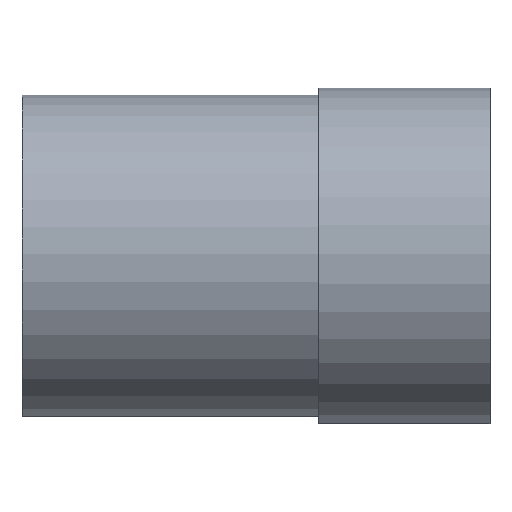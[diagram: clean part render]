
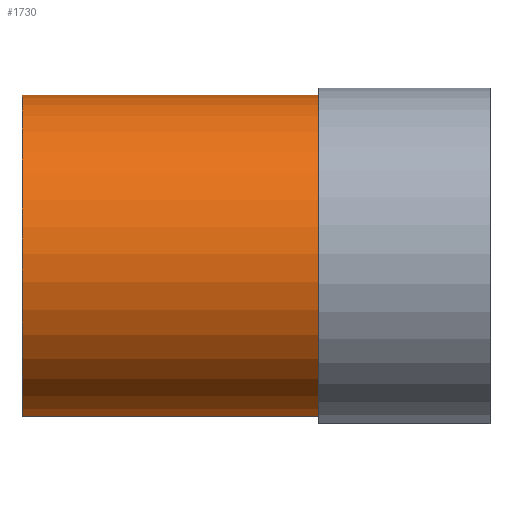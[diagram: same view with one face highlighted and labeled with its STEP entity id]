
A CAD part, top view. The second image highlights one B-rep face of the part: STEP entity #1730.
In plain terms, the highlighted cylindrical face has radius 5.7 mm (diameter 11.4 mm), a partial arc.
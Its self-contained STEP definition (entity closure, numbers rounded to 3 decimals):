
#1730=ADVANCED_FACE('',(#3916),#3917,.T.);
#3916=FACE_OUTER_BOUND('',#6770,.T.);
#3917=CYLINDRICAL_SURFACE('',#6771,5.7);
#6770=EDGE_LOOP('',(#11391,#11392,#11393,#11394));
#6771=AXIS2_PLACEMENT_3D('',#11395,#11396,#11397);
#11391=ORIENTED_EDGE('',*,*,#18050,.F.);
#11392=ORIENTED_EDGE('',*,*,#18051,.F.);
#11393=ORIENTED_EDGE('',*,*,#18052,.T.);
#11394=ORIENTED_EDGE('',*,*,#18053,.T.);
#11395=CARTESIAN_POINT('',(140.3,104.938,0.0));
#11396=DIRECTION('',(-1.0,0.0,0.));
#11397=DIRECTION('',(0.0,1.0,0.0));
#18050=EDGE_CURVE('',#22223,#22224,#22225,.T.);
#18051=EDGE_CURVE('',#22226,#22223,#22227,.T.);
#18052=EDGE_CURVE('',#22226,#22228,#22229,.T.);
#18053=EDGE_CURVE('',#22228,#22224,#22230,.T.);
#22223=VERTEX_POINT('',#31031);
#22224=VERTEX_POINT('',#31032);
#22225=LINE('',#31033,#31034);
#22226=VERTEX_POINT('',#31035);
#22227=CIRCLE('',#31036,5.7);
#22228=VERTEX_POINT('',#31037);
#22229=LINE('',#31038,#31039);
#22230=CIRCLE('',#31040,5.7);
#31031=CARTESIAN_POINT('',(140.3,110.638,0.));
#31032=CARTESIAN_POINT('',(150.7,110.638,0.));
#31033=CARTESIAN_POINT('',(140.3,110.638,0.));
#31034=VECTOR('',#37606,1.0);
#31035=CARTESIAN_POINT('',(140.3,99.364,1.19));
#31036=AXIS2_PLACEMENT_3D('',#37607,#37608,#37609);
#31037=CARTESIAN_POINT('',(150.7,99.364,1.19));
#31038=CARTESIAN_POINT('',(140.3,99.364,1.19));
#31039=VECTOR('',#37610,0.114);
#31040=AXIS2_PLACEMENT_3D('',#37611,#37612,#37613);
#37606=DIRECTION('',(1.0,0.0,0.));
#37607=CARTESIAN_POINT('',(140.3,104.938,0.0));
#37608=DIRECTION('',(-1.0,0.0,0.));
#37609=DIRECTION('',(0.0,1.0,0.0));
#37610=DIRECTION('',(1.0,0.0,0.));
#37611=CARTESIAN_POINT('',(150.7,104.938,0.0));
#37612=DIRECTION('',(-1.0,0.0,0.));
#37613=DIRECTION('',(0.0,1.0,0.0));
